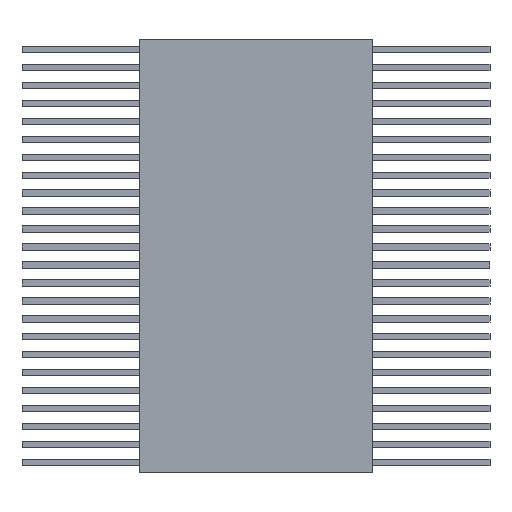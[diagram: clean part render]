
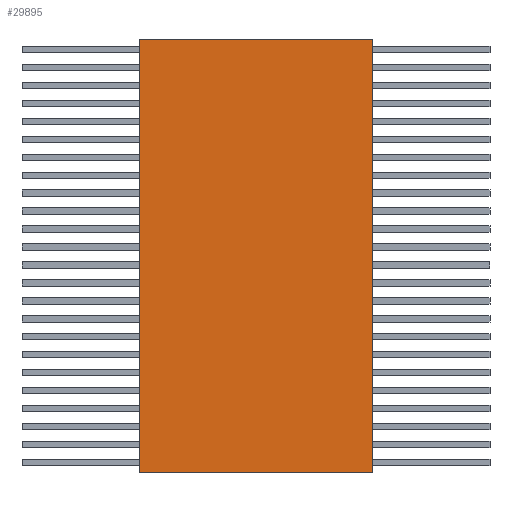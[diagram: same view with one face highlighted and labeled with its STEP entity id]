
A CAD part, front view. The second image highlights one B-rep face of the part: STEP entity #29895.
In plain terms, the highlighted planar face has unit normal (0, -1, 0).
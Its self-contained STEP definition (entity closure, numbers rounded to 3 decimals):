
#196 = CARTESIAN_POINT ( 'NONE',  ( 0., 0., 0. ) ) ;
#337 = CARTESIAN_POINT ( 'NONE',  ( 0., 0., 0. ) ) ;
#3979 = DIRECTION ( 'NONE',  ( 0., 0., -1. ) ) ;
#5238 = DIRECTION ( 'NONE',  ( 0., 0., 1. ) ) ;
#6009 = VERTEX_POINT ( 'NONE', #196 ) ;
#7508 = EDGE_LOOP ( 'NONE', ( #16902, #24007, #36305, #17366 ) ) ;
#8697 = VECTOR ( 'NONE', #5238, 1000. ) ;
#9870 = EDGE_CURVE ( 'NONE', #17398, #28372, #18974, .T. ) ;
#11128 = FACE_OUTER_BOUND ( 'NONE', #7508, .T. ) ;
#13955 = CARTESIAN_POINT ( 'NONE',  ( 16.2, 0., -30.1 ) ) ;
#16902 = ORIENTED_EDGE ( 'NONE', *, *, #24880, .F. ) ;
#17196 = PLANE ( 'NONE',  #30776 ) ;
#17366 = ORIENTED_EDGE ( 'NONE', *, *, #39580, .F. ) ;
#17398 = VERTEX_POINT ( 'NONE', #13955 ) ;
#17753 = CARTESIAN_POINT ( 'NONE',  ( 0., 0., -30.1 ) ) ;
#18801 = VECTOR ( 'NONE', #34755, 1000. ) ;
#18974 = LINE ( 'NONE', #41943, #35607 ) ;
#20079 = DIRECTION ( 'NONE',  ( 0., 0., -1. ) ) ;
#23304 = CARTESIAN_POINT ( 'NONE',  ( 16.2, 0., 0. ) ) ;
#23923 = DIRECTION ( 'NONE',  ( 0., -1., 0. ) ) ;
#24007 = ORIENTED_EDGE ( 'NONE', *, *, #9870, .F. ) ;
#24880 = EDGE_CURVE ( 'NONE', #28372, #6009, #35185, .T. ) ;
#28372 = VERTEX_POINT ( 'NONE', #17753 ) ;
#29895 = ADVANCED_FACE ( 'NONE', ( #11128 ), #17196, .T. ) ;
#30162 = CARTESIAN_POINT ( 'NONE',  ( 16.2, 0., 0. ) ) ;
#30776 = AXIS2_PLACEMENT_3D ( 'NONE', #337, #23923, #3979 ) ;
#31458 = CARTESIAN_POINT ( 'NONE',  ( 0., 0., 0. ) ) ;
#33371 = VECTOR ( 'NONE', #20079, 1000. ) ;
#34755 = DIRECTION ( 'NONE',  ( 1., 0., 0. ) ) ;
#35185 = LINE ( 'NONE', #41481, #8697 ) ;
#35607 = VECTOR ( 'NONE', #38678, 1000. ) ;
#36305 = ORIENTED_EDGE ( 'NONE', *, *, #36476, .F. ) ;
#36461 = LINE ( 'NONE', #31458, #18801 ) ;
#36476 = EDGE_CURVE ( 'NONE', #36504, #17398, #42090, .T. ) ;
#36504 = VERTEX_POINT ( 'NONE', #30162 ) ;
#38678 = DIRECTION ( 'NONE',  ( -1., 0., 0. ) ) ;
#39580 = EDGE_CURVE ( 'NONE', #6009, #36504, #36461, .T. ) ;
#41481 = CARTESIAN_POINT ( 'NONE',  ( 0., 0., 0. ) ) ;
#41943 = CARTESIAN_POINT ( 'NONE',  ( 0., 0., -30.1 ) ) ;
#42090 = LINE ( 'NONE', #23304, #33371 ) ;
